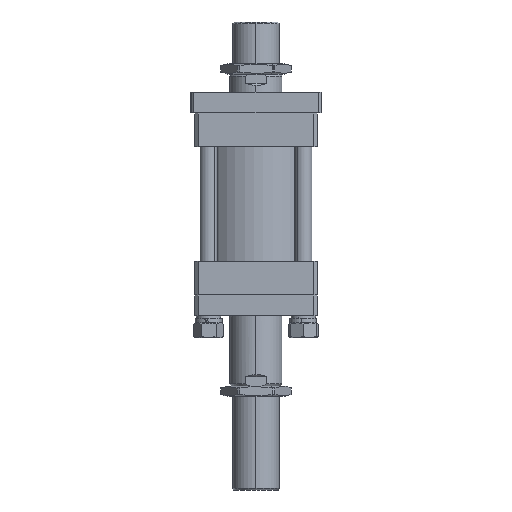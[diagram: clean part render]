
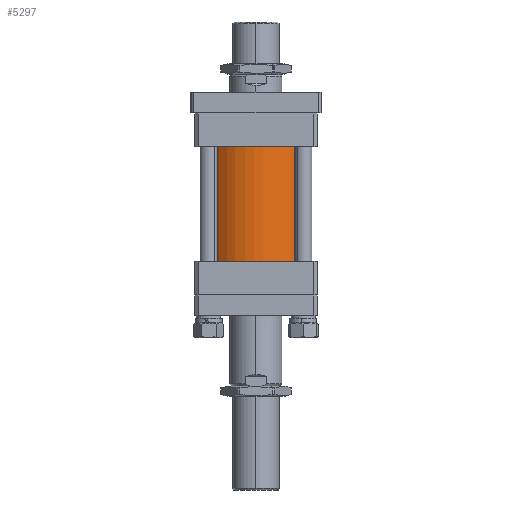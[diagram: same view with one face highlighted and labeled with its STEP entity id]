
A CAD part, front view. The second image highlights one B-rep face of the part: STEP entity #5297.
In plain terms, the highlighted cylindrical face has radius 105 mm (diameter 210 mm), a partial arc.
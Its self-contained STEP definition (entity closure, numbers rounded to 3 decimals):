
#290 = LINE ( 'NONE', #6070, #293 ) ;
#291 = VECTOR ( 'NONE', #6071, 1000. ) ;
#292 = CIRCLE ( 'NONE', #5950, 105. ) ;
#293 = VECTOR ( 'NONE', #6068, 1000. ) ;
#320 = LINE ( 'NONE', #6074, #291 ) ;
#544 = CYLINDRICAL_SURFACE ( 'NONE', #1251, 105. ) ;
#574 = FACE_OUTER_BOUND ( 'NONE', #1075, .T. ) ;
#1075 = EDGE_LOOP ( 'NONE', ( #6637, #6807, #6771, #2485 ) ) ;
#1251 = AXIS2_PLACEMENT_3D ( 'NONE', #7131, #7156, #7148 ) ;
#1923 = EDGE_CURVE ( 'NONE', #7475, #2384, #3733, .T. ) ;
#2055 = DIRECTION ( 'NONE',  ( 1., 0., 0. ) ) ;
#2057 = DIRECTION ( 'NONE',  ( 0., 0., 1. ) ) ;
#2058 = CARTESIAN_POINT ( 'NONE',  ( 0., 0., -110. ) ) ;
#2384 = VERTEX_POINT ( 'NONE', #4857 ) ;
#2485 = ORIENTED_EDGE ( 'NONE', *, *, #1923, .T. ) ;
#2598 = VERTEX_POINT ( 'NONE', #3287 ) ;
#3287 = CARTESIAN_POINT ( 'NONE',  ( 105., 0., 110. ) ) ;
#3733 = CIRCLE ( 'NONE', #7731, 105. ) ;
#4857 = CARTESIAN_POINT ( 'NONE',  ( 105., 0., -110. ) ) ;
#5297 = ADVANCED_FACE ( 'NONE', ( #574 ), #544, .T. ) ;
#5950 = AXIS2_PLACEMENT_3D ( 'NONE', #6066, #6065, #6064 ) ;
#6064 = DIRECTION ( 'NONE',  ( 1., 0., 0. ) ) ;
#6065 = DIRECTION ( 'NONE',  ( 0., 0., 1. ) ) ;
#6066 = CARTESIAN_POINT ( 'NONE',  ( 0., 0., 110. ) ) ;
#6068 = DIRECTION ( 'NONE',  ( 0., 0., -1. ) ) ;
#6070 = CARTESIAN_POINT ( 'NONE',  ( 105., 0., 110. ) ) ;
#6071 = DIRECTION ( 'NONE',  ( 0., 0., -1. ) ) ;
#6074 = CARTESIAN_POINT ( 'NONE',  ( -105., 0., 110. ) ) ;
#6398 = CARTESIAN_POINT ( 'NONE',  ( -105., 0., -110. ) ) ;
#6480 = CARTESIAN_POINT ( 'NONE',  ( -105., 0., 110. ) ) ;
#6637 = ORIENTED_EDGE ( 'NONE', *, *, #8230, .F. ) ;
#6771 = ORIENTED_EDGE ( 'NONE', *, *, #8229, .T. ) ;
#6807 = ORIENTED_EDGE ( 'NONE', *, *, #8231, .F. ) ;
#7131 = CARTESIAN_POINT ( 'NONE',  ( 0., 0., 110. ) ) ;
#7148 = DIRECTION ( 'NONE',  ( -1., 0., 0. ) ) ;
#7156 = DIRECTION ( 'NONE',  ( 0., 0., -1. ) ) ;
#7468 = VERTEX_POINT ( 'NONE', #6480 ) ;
#7475 = VERTEX_POINT ( 'NONE', #6398 ) ;
#7731 = AXIS2_PLACEMENT_3D ( 'NONE', #2058, #2057, #2055 ) ;
#8229 = EDGE_CURVE ( 'NONE', #7468, #7475, #320, .T. ) ;
#8230 = EDGE_CURVE ( 'NONE', #2598, #2384, #290, .T. ) ;
#8231 = EDGE_CURVE ( 'NONE', #7468, #2598, #292, .T. ) ;
